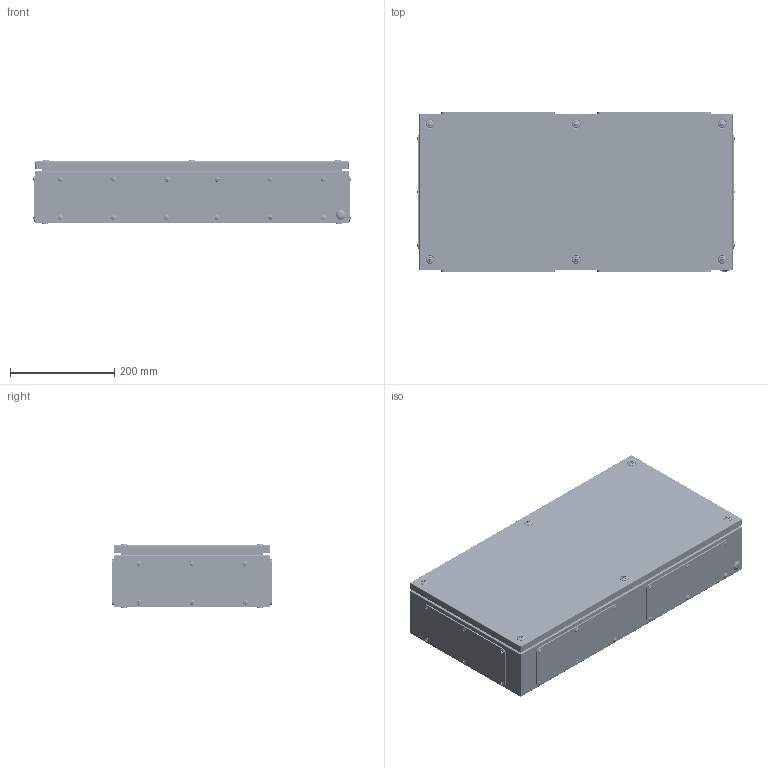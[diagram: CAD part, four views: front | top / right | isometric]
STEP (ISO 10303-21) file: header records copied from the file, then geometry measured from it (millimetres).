
FILE_DESCRIPTION (( 'STEP AP203' ), '1' );
FILE_NAME ('600x300x120 R5CDE63120F.step', '2012-05-12T14:16:08', ( 'User' ), ( 'DKC' ), 'SwSTEP 2.0', 'SolidWorks 2011', '' );
FILE_SCHEMA (( 'CONFIG_CONTROL_DESIGN' ));
Products named in the file (23): 600x300x120 R5CDE63120F; Tapping screw 4.2x9.5_Screw DIN 968-ST4.2x9.5-R-H-S; Mounting plates_600x300; AC00C323_Default; Screw M5 CDE AC00C324; Cover CDE 1mm_600x300; sealant for cover CDE_600x300; Frame CDE with flanges K0 1mm_600x300x120; CD01C556_CD01C556; Traversino CD01C553_Default; end-cap_AC00C061; land; Çåðêàëüíî îòðàçèòüÇåðêàëüíî îòðàçèòüSquadretta fissaggio_Default; Çåðêàëüíî îòðàçèòüSquadretta fissaggio1_Default; Çåðêàëüíî îòðàçèòüSquadretta fissaggio_Default; Squadretta fissaggio_CD01C555; Tapping screw 4.8x9.5 AC00C352_AC00C352; flange CDE_CD01C055; Guarnizione CDE AC00C326_Default; End-cup AC00C317_Default; AC00C316_AC00C316; Frame CDE with flanges 1mm_600x300x120
Assembly tree (87 placements, depth 3):
  600x300x120 R5CDE63120F
    AC00C323_Default  x6
    Cover CDE 1mm_600x300
      sealant for cover CDE_600x300
      end-cap_AC00C061
      land
      Cover CDE 1mm_600x300
    Frame CDE with flanges K0 1mm_600x300x120
      Traversino CD01C553_Default  x2
      Tapping screw 4.8x9.5 AC00C352_AC00C352  x36
      CD01C556_CD01C556  x2
      Guarnizione CDE AC00C326_Default  x6
      flange CDE_CD01C055  x6
      End-cup AC00C317_Default  x4
      Çåðêàëüíî îòðàçèòüSquadretta fissaggio_Default
      Çåðêàëüíî îòðàçèòüSquadretta fissaggio1_Default
      Çåðêàëüíî îòðàçèòüÇåðêàëüíî îòðàçèòüSquadretta fissaggio_Default
      land
      AC00C316_AC00C316
      Frame CDE with flanges 1mm_600x300x120
      end-cap_AC00C061
      Squadretta fissaggio_CD01C555
    Screw M5 CDE AC00C324  x6
    Tapping screw 4.2x9.5_Screw DIN 968-ST4.2x9.5-R-H-S  x4
    Mounting plates_600x300
Bounding box: 608.25 x 308.25 x 122.68 mm (x, y, z)
Volume: 1303650.3 mm3; surface area: 1891296 mm2
Topology: 87 solids, 87 shells, 5057 faces, 12481 edges, 7694 vertices
Faces by surface type: plane 1770, cylinder 1379, cone 1036, bspline 614, torus 156, sphere 102
Entity records: 121804 total; most frequent: CARTESIAN_POINT 83626, ORIENTED_EDGE 7638, DIRECTION 6363, EDGE_CURVE 3819, VERTEX_POINT 2384, AXIS2_PLACEMENT_3D 2368, EDGE_LOOP 1709, LINE 1627
